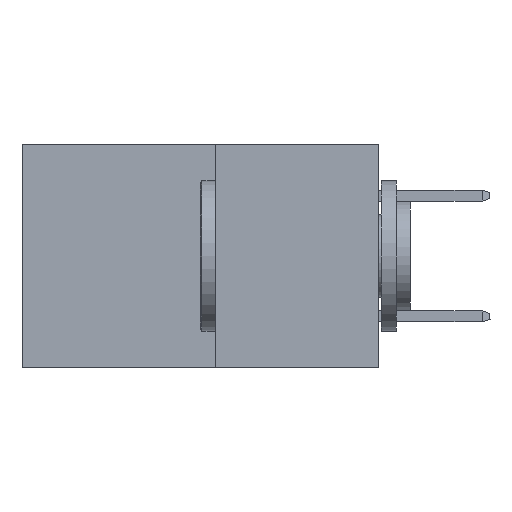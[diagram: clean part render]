
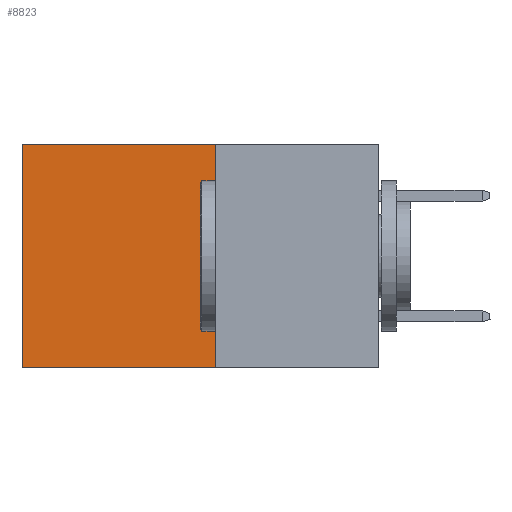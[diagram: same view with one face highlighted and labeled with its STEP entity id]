
A CAD part, left-side view. The second image highlights one B-rep face of the part: STEP entity #8823.
In plain terms, the highlighted planar face has unit normal (-1, 0, 0).
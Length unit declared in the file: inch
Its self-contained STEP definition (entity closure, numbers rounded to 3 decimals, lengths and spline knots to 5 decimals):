
#510 = VERTEX_POINT ( 'NONE', #9928 ) ;
#2342 = DIRECTION ( 'NONE',  ( 0., 0., -1. ) ) ;
#2376 = DIRECTION ( 'NONE',  ( 1., 0., 0. ) ) ;
#2399 = PLANE ( 'NONE',  #11501 ) ;
#2437 = CARTESIAN_POINT ( 'NONE',  ( 0.277, 0.27, -0.37 ) ) ;
#2438 = CARTESIAN_POINT ( 'NONE',  ( 0.277, 0.27, -0.37 ) ) ;
#4194 = CARTESIAN_POINT ( 'NONE',  ( 0.277, 0.27, -0.37 ) ) ;
#6723 = CARTESIAN_POINT ( 'NONE',  ( 0.277, 0.59, 0. ) ) ;
#6905 = ORIENTED_EDGE ( 'NONE', *, *, #18629, .T. ) ;
#7399 = ORIENTED_EDGE ( 'NONE', *, *, #14320, .F. ) ;
#7620 = CARTESIAN_POINT ( 'NONE',  ( 0.277, 0.27, 0. ) ) ;
#8823 = ADVANCED_FACE ( 'NONE', ( #17859 ), #2399, .F. ) ;
#9928 = CARTESIAN_POINT ( 'NONE',  ( 0.277, 0.27, -0.37 ) ) ;
#10399 = VECTOR ( 'NONE', #12869, 39.37008 ) ;
#10615 = CARTESIAN_POINT ( 'NONE',  ( 0.277, 0.27, 0. ) ) ;
#10837 = VECTOR ( 'NONE', #12085, 39.37008 ) ;
#11501 = AXIS2_PLACEMENT_3D ( 'NONE', #2438, #2376, #2342 ) ;
#11608 = ORIENTED_EDGE ( 'NONE', *, *, #13156, .F. ) ;
#11687 = CARTESIAN_POINT ( 'NONE',  ( 0.277, 0.59, -0.37 ) ) ;
#12085 = DIRECTION ( 'NONE',  ( 0., 0., -1. ) ) ;
#12168 = VERTEX_POINT ( 'NONE', #6723 ) ;
#12869 = DIRECTION ( 'NONE',  ( 0., 0., -1. ) ) ;
#13156 = EDGE_CURVE ( 'NONE', #16325, #510, #15007, .T. ) ;
#13203 = EDGE_CURVE ( 'NONE', #16325, #12168, #18108, .T. ) ;
#14277 = VERTEX_POINT ( 'NONE', #11687 ) ;
#14320 = EDGE_CURVE ( 'NONE', #510, #14277, #19707, .T. ) ;
#14562 = LINE ( 'NONE', #17467, #10399 ) ;
#14893 = DIRECTION ( 'NONE',  ( 0., 1., 0. ) ) ;
#15007 = LINE ( 'NONE', #4194, #10837 ) ;
#15208 = VECTOR ( 'NONE', #14893, 39.37008 ) ;
#16325 = VERTEX_POINT ( 'NONE', #7620 ) ;
#17467 = CARTESIAN_POINT ( 'NONE',  ( 0.277, 0.59, -0.37 ) ) ;
#17639 = VECTOR ( 'NONE', #18335, 39.37008 ) ;
#17859 = FACE_OUTER_BOUND ( 'NONE', #19383, .T. ) ;
#18108 = LINE ( 'NONE', #10615, #17639 ) ;
#18335 = DIRECTION ( 'NONE',  ( 0., 1., 0. ) ) ;
#18629 = EDGE_CURVE ( 'NONE', #12168, #14277, #14562, .T. ) ;
#19383 = EDGE_LOOP ( 'NONE', ( #6905, #7399, #11608, #19775 ) ) ;
#19707 = LINE ( 'NONE', #2437, #15208 ) ;
#19775 = ORIENTED_EDGE ( 'NONE', *, *, #13203, .T. ) ;
